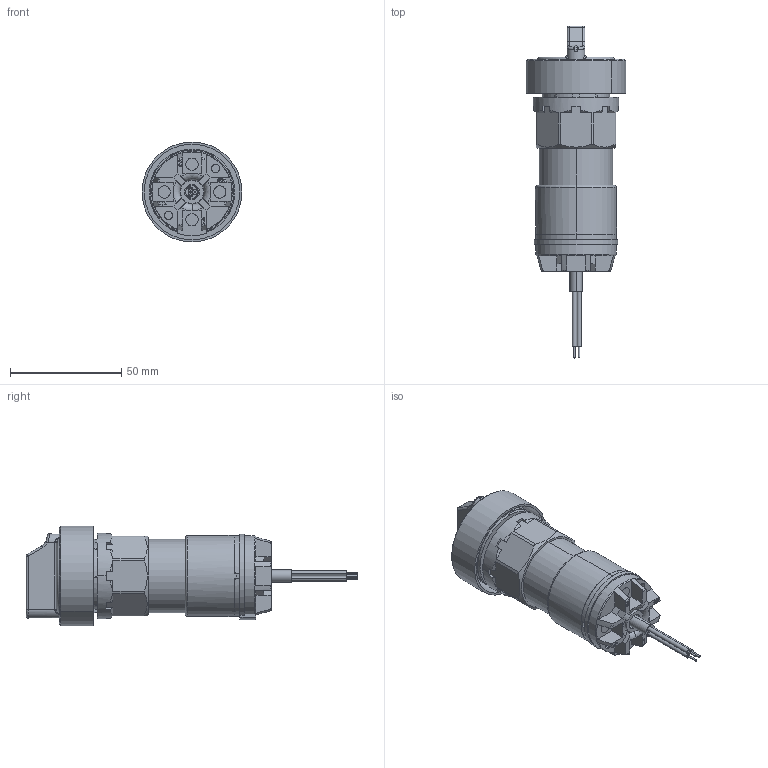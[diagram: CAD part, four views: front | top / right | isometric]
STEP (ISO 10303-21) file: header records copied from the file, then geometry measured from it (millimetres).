
FILE_DESCRIPTION (( 'STEP AP203' ), '1' );
FILE_NAME ('8455-2_---_-_6-ap203.STEP', '2012-06-02T06:43:01', ( 'Admin' ), ( 'R. STAHL AG' ), 'SwSTEP 2.0', 'SolidWorks 2011', '' );
FILE_SCHEMA (( 'CONFIG_CONTROL_DESIGN' ));
Length unit declared in the file: millimetre
Products named in the file (22): 8455-2_---_-_6-ap203; 86_020_61_03_0_3d export; 86_029_17_80_0; 86_029_10_95_0_eingebaut; 86_029_01_78_0; 86_029_10_51_0; 86_029_02_78_0; 86_029_15_15_0; 86_029_12_16_0_3d export; 86_029_20_51_0; 84_550_05_01_0-Giessharz; 84_550_05_01_0-Giessharz-element; 84_550_03_87_0; 518_035_0; 80_059_01_98_0_Einbau = D6mm; 80_039_01_59_0; 84_559_03_87_0_f黵 Einbau lang; 504_646_0; 80_139_02_51_0; 84_559_01_51_0; 84_559_02_51_0_Leuchtmelder ohne Gewinde gekürzt; 84_559_01_74_0_mit Bohrung 15°
Assembly tree (24 placements, depth 3):
  8455-2_---_-_6-ap203
    84_550_05_01_0-Giessharz-element  x4
    86_020_61_03_0_3d export
      86_029_01_78_0
      86_029_10_51_0
      86_029_15_15_0
      86_029_17_80_0
      86_029_12_16_0_3d export
      86_029_10_95_0_eingebaut
      86_029_20_51_0
      86_029_02_78_0
    84_550_03_87_0
      518_035_0
      84_559_03_87_0_f黵 Einbau lang
      80_059_01_98_0_Einbau = D6mm
      80_039_01_59_0
    84_550_05_01_0-Giessharz
    84_559_01_51_0
    84_559_02_51_0_Leuchtmelder ohne Gewinde gekürzt
    84_559_01_74_0_mit Bohrung 15°
    504_646_0
    80_139_02_51_0
Bounding box: 44.83 x 149.5 x 44.83 mm (x, y, z)
Volume: 86894.4 mm3; surface area: 69698.8 mm2
Topology: 22 solids, 22 shells, 1570 faces, 4202 edges, 2704 vertices
Faces by surface type: plane 807, cylinder 452, bspline 127, cone 87, torus 79, sphere 18
Entity records: 55347 total; most frequent: CARTESIAN_POINT 14188, ORIENTED_EDGE 8312, DIRECTION 8077, EDGE_CURVE 4156, AXIS2_PLACEMENT_3D 2951, VERTEX_POINT 2683, LINE 2175, VECTOR 2175
